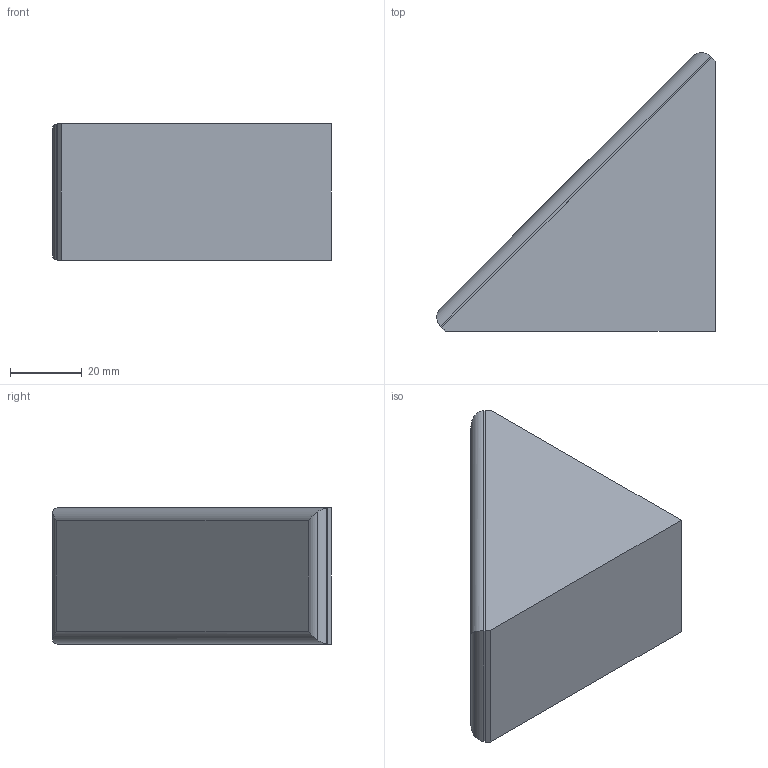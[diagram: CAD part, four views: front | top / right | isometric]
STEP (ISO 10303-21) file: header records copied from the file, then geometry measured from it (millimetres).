
FILE_DESCRIPTION (( 'STEP AP214' ), '1' );
FILE_NAME ('72682001', '2019-02-04T10:22:15', ( '' ), ('JUGARD+KÜNSTNER GmbH'), 'SwSTEP 2.0', 'SolidWorks 2017', '' );
FILE_SCHEMA (( 'AUTOMOTIVE_DESIGN' ));
Length unit declared in the file: millimetre
Products named in the file (1): 72682001_CNAJF00
Bounding box: 77.38 x 77.38 x 38 mm (x, y, z)
Volume: 127913.7 mm3; surface area: 16484.9 mm2
Topology: 1 solids, 1 shells, 17 faces, 38 edges, 24 vertices
Faces by surface type: plane 12, cylinder 5
Entity records: 571 total; most frequent: CARTESIAN_POINT 98, ORIENTED_EDGE 76, DIRECTION 68, EDGE_CURVE 38, VECTOR 32, LINE 32, VERTEX_POINT 24, EDGE_LOOP 18
